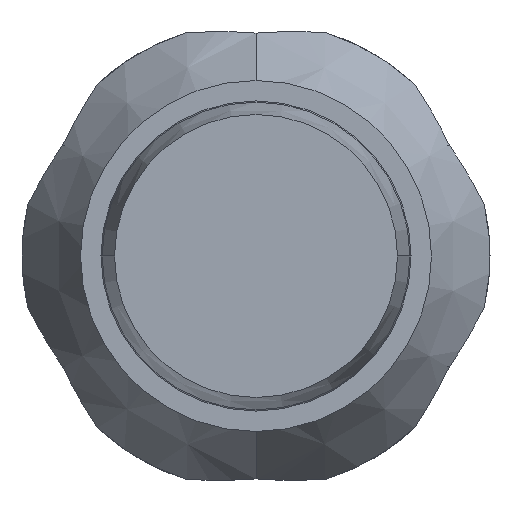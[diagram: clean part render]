
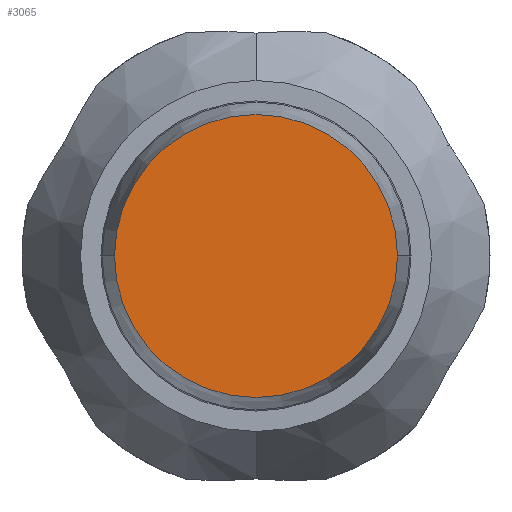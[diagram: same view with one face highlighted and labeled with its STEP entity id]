
A CAD part, front view. The second image highlights one B-rep face of the part: STEP entity #3065.
In plain terms, the highlighted planar face has unit normal (0, -1, 0).
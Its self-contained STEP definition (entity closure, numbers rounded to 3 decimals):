
#283 = VERTEX_POINT ( 'NONE', #2073 ) ;
#745 = CIRCLE ( 'NONE', #784, 1.209 ) ;
#784 = AXIS2_PLACEMENT_3D ( 'NONE', #5251, #4000, #5273 ) ;
#1187 = ORIENTED_EDGE ( 'NONE', *, *, #1833, .T. ) ;
#1509 = CARTESIAN_POINT ( 'NONE',  ( 0., -19., 0. ) ) ;
#1597 = CIRCLE ( 'NONE', #2288, 1.209 ) ;
#1709 = CARTESIAN_POINT ( 'NONE',  ( 1.209, -19., 0. ) ) ;
#1810 = EDGE_LOOP ( 'NONE', ( #1187, #3771 ) ) ;
#1833 = EDGE_CURVE ( 'Defeature ausgef�hrt1_2+Defeature ausgef�hrt1_11+Defeature ausgef�hrt1_11+Defeature ausgef�hrt1_11', #283, #5019, #1597, .T. ) ;
#1930 = EDGE_CURVE ( 'Defeature ausgef�hrt1_2+Defeature ausgef�hrt1_11+Defeature ausgef�hrt1_11+Defeature ausgef�hrt1_11', #5019, #283, #745, .T. ) ;
#2073 = CARTESIAN_POINT ( 'NONE',  ( -1.209, -19., 0. ) ) ;
#2288 = AXIS2_PLACEMENT_3D ( 'NONE', #1509, #5233, #4033 ) ;
#2528 = PLANE ( 'NONE',  #3746 ) ;
#2754 = FACE_OUTER_BOUND ( 'NONE', #1810, .T. ) ;
#3065 = ADVANCED_FACE ( 'Defeature ausgef�hrt1_2', ( #2754 ), #2528, .T. ) ;
#3746 = AXIS2_PLACEMENT_3D ( 'NONE', #5392, #4954, #5031 ) ;
#3771 = ORIENTED_EDGE ( 'NONE', *, *, #1930, .T. ) ;
#4000 = DIRECTION ( 'NONE',  ( 0., -1., 0. ) ) ;
#4033 = DIRECTION ( 'NONE',  ( 1., 0., 0. ) ) ;
#4954 = DIRECTION ( 'NONE',  ( 0., -1., 0. ) ) ;
#5019 = VERTEX_POINT ( 'NONE', #1709 ) ;
#5031 = DIRECTION ( 'NONE',  ( 1., 0., 0. ) ) ;
#5233 = DIRECTION ( 'NONE',  ( 0., -1., 0. ) ) ;
#5251 = CARTESIAN_POINT ( 'NONE',  ( 0., -19., 0. ) ) ;
#5273 = DIRECTION ( 'NONE',  ( 1., 0., 0. ) ) ;
#5392 = CARTESIAN_POINT ( 'NONE',  ( 0., -19., 0. ) ) ;
